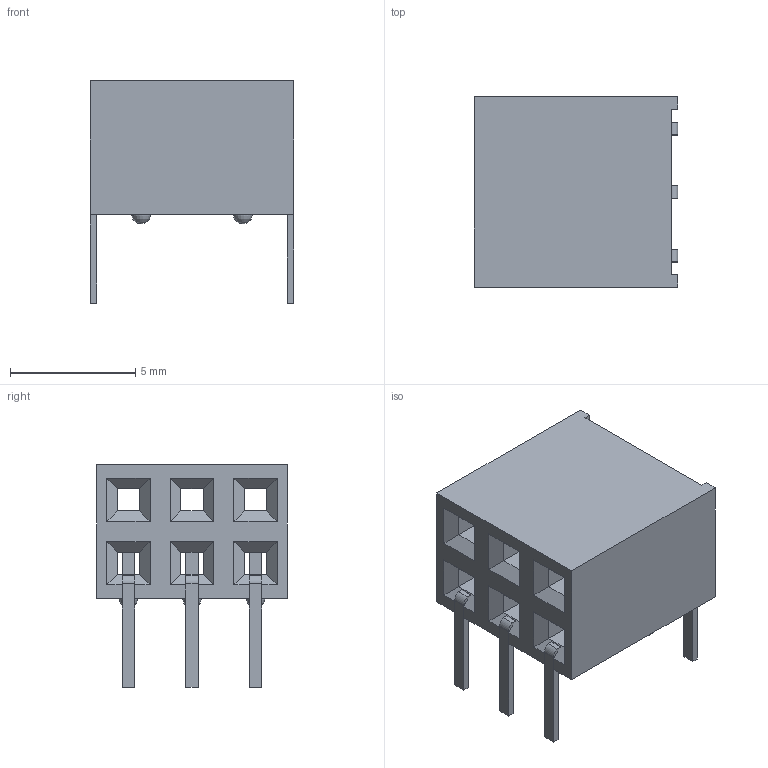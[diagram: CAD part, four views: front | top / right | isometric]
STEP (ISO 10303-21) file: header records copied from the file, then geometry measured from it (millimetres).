
FILE_DESCRIPTION(('FreeCAD Model'),'2;1');
FILE_NAME('BCS-103-L-D-HE.step','2016-08-02T16:08:10',(''),('') ,'Open CASCADE STEP processor 6.8','FreeCAD','Unknown');
FILE_SCHEMA(('AUTOMOTIVE_DESIGN_CC2 { 1 2 10303 214 -1 1 5 4 }'));
Length unit declared in the file: millimetre
Products named in the file (2): ASSEMBLY; BCS-103-L-D-HE
Assembly tree (1 placements, depth 2):
  ASSEMBLY
    BCS-103-L-D-HE
Bounding box: 8.13 x 7.62 x 8.89 mm (x, y, z)
Volume: 270.2 mm3; surface area: 583.9 mm2
Topology: 1 solids, 1 shells, 152 faces, 434 edges, 280 vertices
Faces by surface type: extrusion 134, revolution 18
Entity records: 12084 total; most frequent: CARTESIAN_POINT 3696, ORIENTED_EDGE 856, PCURVE 856, DEFINITIONAL_REPRESENTATION 856, B_SPLINE_CURVE_WITH_KNOTS 856, DIRECTION 778, VECTOR 672, LINE 538
